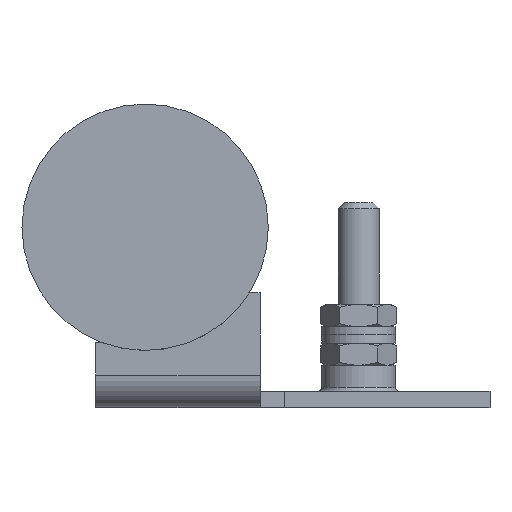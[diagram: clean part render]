
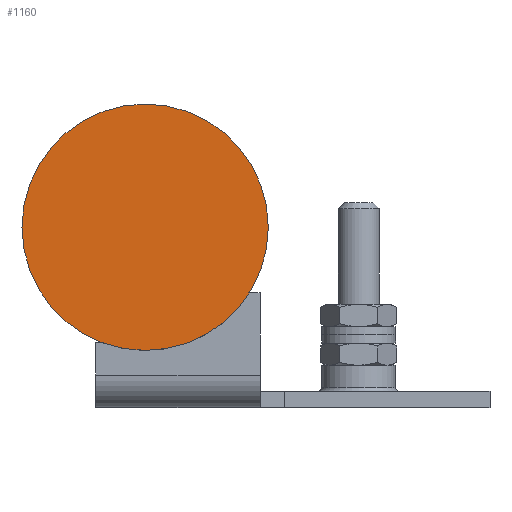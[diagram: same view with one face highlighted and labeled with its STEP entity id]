
A CAD part, left-side view. The second image highlights one B-rep face of the part: STEP entity #1160.
In plain terms, the highlighted planar face has unit normal (-1, 0, 0).
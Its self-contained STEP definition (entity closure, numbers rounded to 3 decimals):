
#1160=ADVANCED_FACE('',(#2122),#2124,.F.);
#2122=FACE_BOUND('',#2123,.T.);
#2123=EDGE_LOOP('',(#48390));
#2124=PLANE('',#2125);
#2125=AXIS2_PLACEMENT_3D('',#2126,#2127,#2128);
#2126=CARTESIAN_POINT('',(0.,0.,0.));
#2127=DIRECTION('',(1.,0.,0.));
#2128=DIRECTION('',(0.,1.,0.));
#48390=ORIENTED_EDGE('',*,*,#50728,.F.);
#50728=EDGE_CURVE('',#51827,#51827,#51828,.T.);
#51827=VERTEX_POINT('',#53838);
#51828=CIRCLE('',#53839,15.);
#53838=CARTESIAN_POINT('',(0.,15.,0.));
#53839=AXIS2_PLACEMENT_3D('',#53840,#53841,#53842);
#53840=CARTESIAN_POINT('',(0.,0.,0.));
#53841=DIRECTION('',(1.,0.,0.));
#53842=DIRECTION('',(0.,1.,0.));
